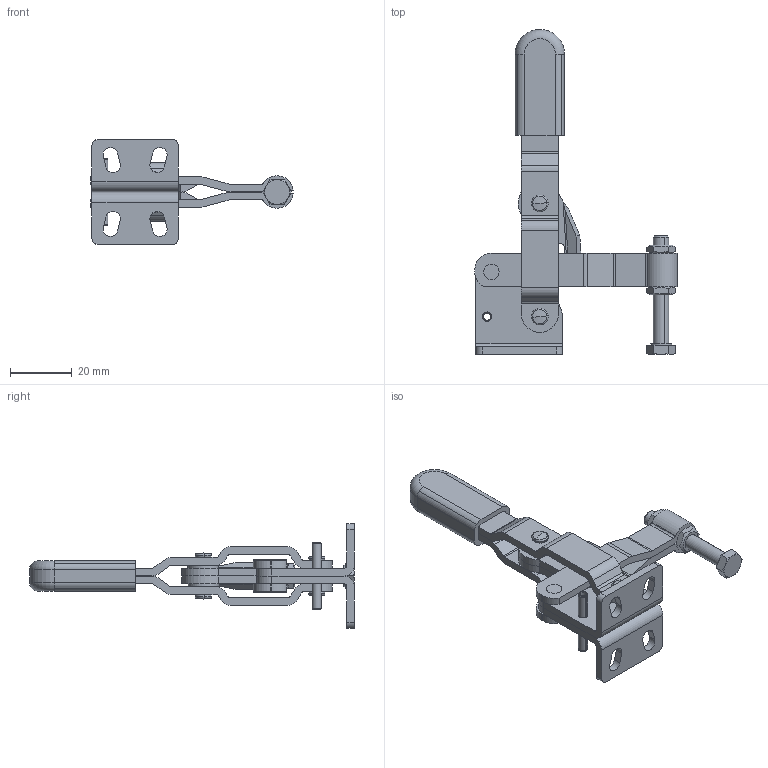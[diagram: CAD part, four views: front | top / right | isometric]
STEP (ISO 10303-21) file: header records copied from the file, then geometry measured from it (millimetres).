
FILE_DESCRIPTION((''),'2;1');
FILE_NAME('MG83SB.stp','2009-11-06T11:14:28',('David'),(''),'Autodesk Inventor 8','Autodesk Inventor 8','');
FILE_SCHEMA(('AUTOMOTIVE_DESIGN { 1 0 10303 214 1 1 1 1 }'));
Length unit declared in the file: millimetre
Products named in the file (6): MG83SB; MG83 SIDEPLATE B ASSEMBLY; MG83 HANDLE ASSEMBLY; MG83 LINK ASSEMBLY; MG83 S-BAR ASSEMBLY; ISO 4017 -  M5 x 35
Assembly tree (5 placements, depth 2):
  MG83SB
    MG83 SIDEPLATE B ASSEMBLY
    MG83 HANDLE ASSEMBLY
    MG83 LINK ASSEMBLY
    MG83 S-BAR ASSEMBLY
    ISO 4017 -  M5 x 35
Bounding box: 65.6 x 105.29 x 34.01 mm (x, y, z)
Volume: 20604.7 mm3; surface area: 18032.1 mm2
Topology: 5 solids, 5 shells, 486 faces, 1320 edges, 850 vertices
Faces by surface type: plane 200, cylinder 115, bspline 109, cone 40, torus 18, sphere 4
Entity records: 16928 total; most frequent: CARTESIAN_POINT 4558, ORIENTED_EDGE 2624, DIRECTION 2562, EDGE_CURVE 1312, AXIS2_PLACEMENT_3D 910, VERTEX_POINT 850, VECTOR 742, LINE 742
